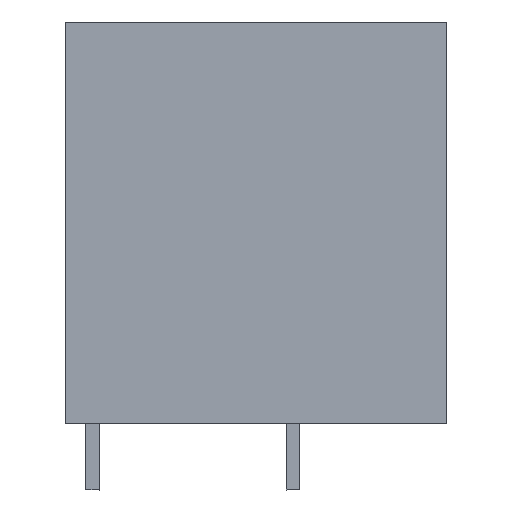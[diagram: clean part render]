
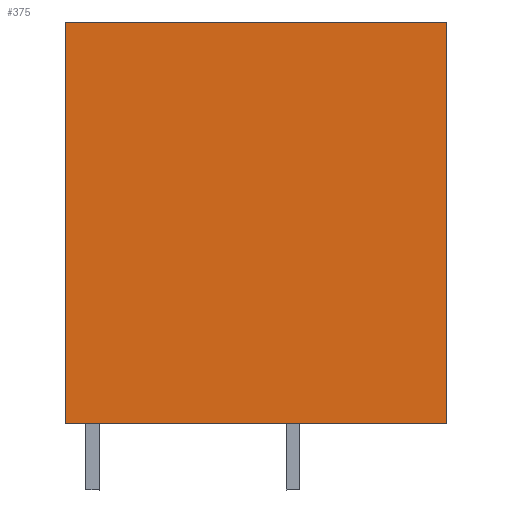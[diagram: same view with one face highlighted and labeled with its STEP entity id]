
A CAD part, left-side view. The second image highlights one B-rep face of the part: STEP entity #375.
In plain terms, the highlighted planar face has unit normal (-1, 0, 0).
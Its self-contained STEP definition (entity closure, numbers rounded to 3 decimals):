
#355=AXIS2_PLACEMENT_3D('Plane Axis2P3D',#352,#353,#354) ;
#49=CARTESIAN_POINT('Vertex',(0.,28.55,35.)) ;
#52=CARTESIAN_POINT('Line Origine',(0.,14.275,35.)) ;
#56=CARTESIAN_POINT('Vertex',(0.,0.,35.)) ;
#336=CARTESIAN_POINT('Vertex',(0.,28.55,5.)) ;
#339=CARTESIAN_POINT('Line Origine',(0.,28.55,20.)) ;
#352=CARTESIAN_POINT('Axis2P3D Location',(0.,28.55,35.)) ;
#357=CARTESIAN_POINT('Line Origine',(0.,14.275,5.)) ;
#361=CARTESIAN_POINT('Vertex',(0.,0.,5.)) ;
#364=CARTESIAN_POINT('Line Origine',(0.,0.,20.)) ;
#53=DIRECTION('Vector Direction',(0.,-1.,0.)) ;
#340=DIRECTION('Vector Direction',(0.,0.,-1.)) ;
#353=DIRECTION('Axis2P3D Direction',(-1.,0.,0.)) ;
#354=DIRECTION('Axis2P3D XDirection',(0.,0.,-1.)) ;
#358=DIRECTION('Vector Direction',(0.,-1.,0.)) ;
#365=DIRECTION('Vector Direction',(0.,0.,-1.)) ;
#54=VECTOR('Line Direction',#53,1.) ;
#341=VECTOR('Line Direction',#340,1.) ;
#359=VECTOR('Line Direction',#358,1.) ;
#366=VECTOR('Line Direction',#365,1.) ;
#370=ORIENTED_EDGE('',*,*,#58,.F.) ;
#371=ORIENTED_EDGE('',*,*,#343,.F.) ;
#372=ORIENTED_EDGE('',*,*,#363,.T.) ;
#373=ORIENTED_EDGE('',*,*,#368,.F.) ;
#375=ADVANCED_FACE('HOUSING',(#374),#356,.T.) ;
#58=EDGE_CURVE('',#50,#57,#55,.T.) ;
#343=EDGE_CURVE('',#337,#50,#342,.F.) ;
#363=EDGE_CURVE('',#337,#362,#360,.T.) ;
#368=EDGE_CURVE('',#57,#362,#367,.T.) ;
#369=EDGE_LOOP('',(#370,#371,#372,#373)) ;
#374=FACE_OUTER_BOUND('',#369,.T.) ;
#55=LINE('Line',#52,#54) ;
#342=LINE('Line',#339,#341) ;
#360=LINE('Line',#357,#359) ;
#367=LINE('Line',#364,#366) ;
#356=PLANE('',#355) ;
#50=VERTEX_POINT('',#49) ;
#57=VERTEX_POINT('',#56) ;
#337=VERTEX_POINT('',#336) ;
#362=VERTEX_POINT('',#361) ;
